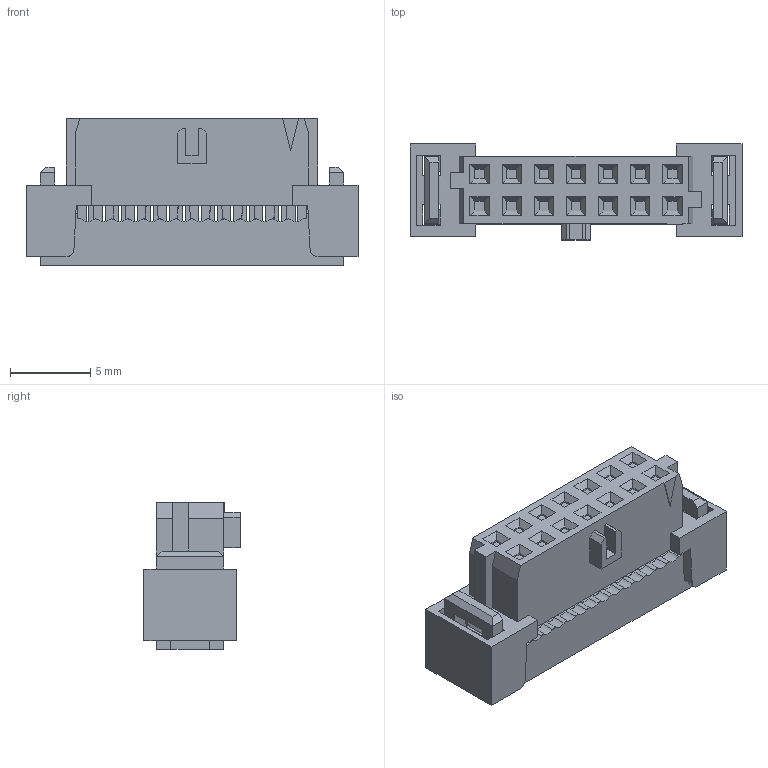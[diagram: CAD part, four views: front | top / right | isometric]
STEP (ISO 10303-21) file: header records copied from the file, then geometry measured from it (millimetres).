
FILE_DESCRIPTION( ('This file contains a STEP AP42 implementation' ,'as created by ZW3D STEP Interface translator.') ,'2;1' );
FILE_NAME( '5226-XXYPXXBW02.stp' ,'24 1 2.114541', (''), ('ZWCAD Software Co.'), 'Version 1.0', 'ZW3D to STEP translator', '' );
FILE_SCHEMA(('AUTOMOTIVE_DESIGN { 1 0 10303 214 1 1 1 1 }'));
Length unit declared in the file: millimetre
Products named in the file (2): 0; 5226-14YPS1BW02
Bounding box: 20.65 x 5.97 x 9.13 mm (x, y, z)
Volume: 555.4 mm3; surface area: 1582.3 mm2
Topology: 1 solids, 1 shells, 1253 faces, 3563 edges, 2333 vertices
Faces by surface type: plane 821, bspline 404, cylinder 28
Entity records: 47584 total; most frequent: CARTESIAN_POINT 14438, ORIENTED_EDGE 7130, DIRECTION 6137, EDGE_CURVE 3563, VECTOR 2625, LINE 2625, VERTEX_POINT 2333, AXIS2_PLACEMENT_3D 1756
